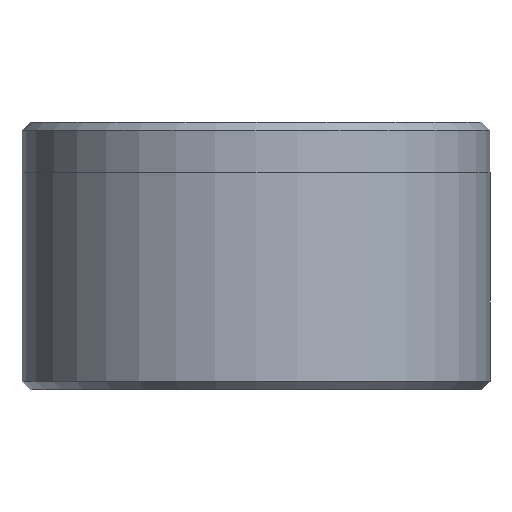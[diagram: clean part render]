
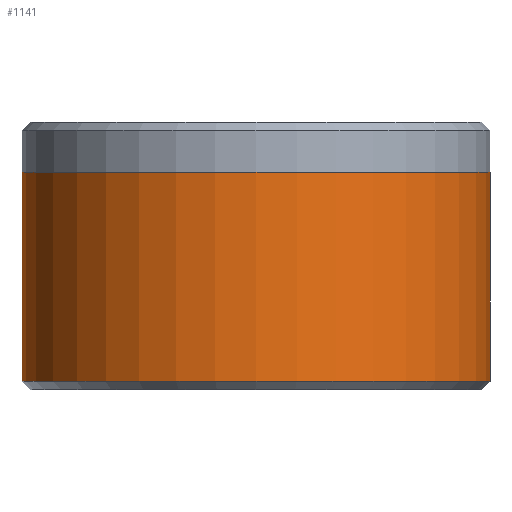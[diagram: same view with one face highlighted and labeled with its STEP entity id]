
A CAD part, front view. The second image highlights one B-rep face of the part: STEP entity #1141.
In plain terms, the highlighted cylindrical face has radius 14 mm (diameter 28 mm), a partial arc.
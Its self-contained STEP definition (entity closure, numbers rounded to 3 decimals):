
#69 = CIRCLE ( 'NONE', #1725, 14. ) ;
#81 = LINE ( 'NONE', #400, #444 ) ;
#135 = CYLINDRICAL_SURFACE ( 'NONE', #338, 14. ) ;
#147 = CARTESIAN_POINT ( 'NONE',  ( -14., 0., 0.5 ) ) ;
#184 = EDGE_LOOP ( 'NONE', ( #1596, #1348, #1598, #1687 ) ) ;
#205 = AXIS2_PLACEMENT_3D ( 'NONE', #532, #389, #235 ) ;
#210 = VERTEX_POINT ( 'NONE', #147 ) ;
#235 = DIRECTION ( 'NONE',  ( 1., 0., 0. ) ) ;
#273 = DIRECTION ( 'NONE',  ( 0., 0., -1. ) ) ;
#333 = LINE ( 'NONE', #1853, #1434 ) ;
#338 = AXIS2_PLACEMENT_3D ( 'NONE', #1487, #1095, #1352 ) ;
#389 = DIRECTION ( 'NONE',  ( 0., 0., 1. ) ) ;
#400 = CARTESIAN_POINT ( 'NONE',  ( 14., 0., 16. ) ) ;
#408 = EDGE_CURVE ( 'NONE', #827, #1798, #69, .T. ) ;
#444 = VECTOR ( 'NONE', #1689, 1000. ) ;
#487 = CARTESIAN_POINT ( 'NONE',  ( 14., 0., 0.5 ) ) ;
#532 = CARTESIAN_POINT ( 'NONE',  ( 0., 0., 0.5 ) ) ;
#716 = EDGE_CURVE ( 'NONE', #210, #1134, #1578, .T. ) ;
#827 = VERTEX_POINT ( 'NONE', #1149 ) ;
#956 = CARTESIAN_POINT ( 'NONE',  ( 14., 0., 13. ) ) ;
#1031 = DIRECTION ( 'NONE',  ( 0., 0., 1. ) ) ;
#1095 = DIRECTION ( 'NONE',  ( 0., 0., -1. ) ) ;
#1134 = VERTEX_POINT ( 'NONE', #487 ) ;
#1141 = ADVANCED_FACE ( 'NONE', ( #1310 ), #135, .T. ) ;
#1142 = DIRECTION ( 'NONE',  ( 1., 0., 0. ) ) ;
#1149 = CARTESIAN_POINT ( 'NONE',  ( -14., 0., 13. ) ) ;
#1222 = EDGE_CURVE ( 'NONE', #827, #210, #333, .T. ) ;
#1310 = FACE_OUTER_BOUND ( 'NONE', #184, .T. ) ;
#1348 = ORIENTED_EDGE ( 'NONE', *, *, #408, .F. ) ;
#1352 = DIRECTION ( 'NONE',  ( -1., 0., 0. ) ) ;
#1407 = EDGE_CURVE ( 'NONE', #1798, #1134, #81, .T. ) ;
#1434 = VECTOR ( 'NONE', #273, 1000. ) ;
#1487 = CARTESIAN_POINT ( 'NONE',  ( 0., 0., 16. ) ) ;
#1578 = CIRCLE ( 'NONE', #205, 14. ) ;
#1596 = ORIENTED_EDGE ( 'NONE', *, *, #1407, .F. ) ;
#1598 = ORIENTED_EDGE ( 'NONE', *, *, #1222, .T. ) ;
#1687 = ORIENTED_EDGE ( 'NONE', *, *, #716, .T. ) ;
#1689 = DIRECTION ( 'NONE',  ( 0., 0., -1. ) ) ;
#1725 = AXIS2_PLACEMENT_3D ( 'NONE', #1859, #1031, #1142 ) ;
#1798 = VERTEX_POINT ( 'NONE', #956 ) ;
#1853 = CARTESIAN_POINT ( 'NONE',  ( -14., 0., 16. ) ) ;
#1859 = CARTESIAN_POINT ( 'NONE',  ( 0., 0., 13. ) ) ;
